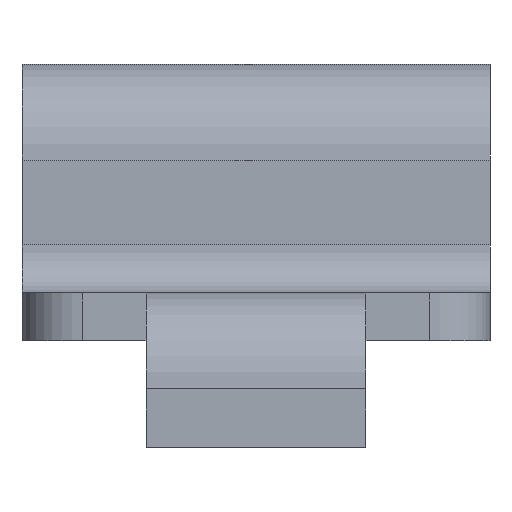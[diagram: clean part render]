
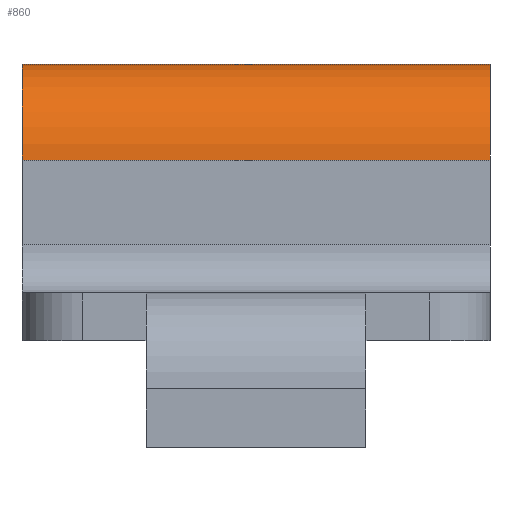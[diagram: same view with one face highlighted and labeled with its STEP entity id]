
A CAD part, front view. The second image highlights one B-rep face of the part: STEP entity #860.
In plain terms, the highlighted cylindrical face has radius 5.2 mm (diameter 10.4 mm), a partial arc.
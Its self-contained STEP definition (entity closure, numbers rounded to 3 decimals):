
#105=DIRECTION('',(-1.,0.,0.));
#106=VECTOR('',#105,25.4);
#107=CARTESIAN_POINT('',(12.7,-18.16,-2.6));
#108=LINE('',#107,#106);
#109=CARTESIAN_POINT('',(-12.7,-12.96,-2.6));
#110=DIRECTION('',(-1.,0.,0.));
#111=DIRECTION('',(0.,-1.,0.));
#112=AXIS2_PLACEMENT_3D('',#109,#110,#111);
#114=DIRECTION('',(-1.,0.,0.));
#115=VECTOR('',#114,25.4);
#116=CARTESIAN_POINT('',(12.7,-12.96,2.6));
#117=LINE('',#116,#115);
#118=CARTESIAN_POINT('',(12.7,-12.96,-2.6));
#119=DIRECTION('',(-1.,0.,0.));
#120=DIRECTION('',(0.,-1.,0.));
#121=AXIS2_PLACEMENT_3D('',#118,#119,#120);
#541=CARTESIAN_POINT('',(12.7,-18.16,-2.6));
#542=CARTESIAN_POINT('',(-12.7,-18.16,-2.6));
#543=VERTEX_POINT('',#541);
#544=VERTEX_POINT('',#542);
#545=CARTESIAN_POINT('',(-12.7,-12.96,2.6));
#546=VERTEX_POINT('',#545);
#547=CARTESIAN_POINT('',(12.7,-12.96,2.6));
#548=VERTEX_POINT('',#547);
#847=CARTESIAN_POINT('',(12.7,-12.96,-2.6));
#848=DIRECTION('',(-1.,0.,0.));
#849=DIRECTION('',(0.,-1.,0.));
#850=AXIS2_PLACEMENT_3D('',#847,#848,#849);
#851=CYLINDRICAL_SURFACE('',#850,5.2);
#853=ORIENTED_EDGE('',*,*,#852,.T.);
#855=ORIENTED_EDGE('',*,*,#854,.T.);
#856=ORIENTED_EDGE('',*,*,#788,.F.);
#857=ORIENTED_EDGE('',*,*,#837,.F.);
#858=EDGE_LOOP('',(#853,#855,#856,#857));
#859=FACE_OUTER_BOUND('',#858,.F.);
#113=CIRCLE('',#112,5.2);
#122=CIRCLE('',#121,5.2);
#788=EDGE_CURVE('',#548,#546,#117,.T.);
#837=EDGE_CURVE('',#543,#548,#122,.T.);
#852=EDGE_CURVE('',#543,#544,#108,.T.);
#854=EDGE_CURVE('',#544,#546,#113,.T.);
#860=ADVANCED_FACE('',(#859),#851,.T.);
